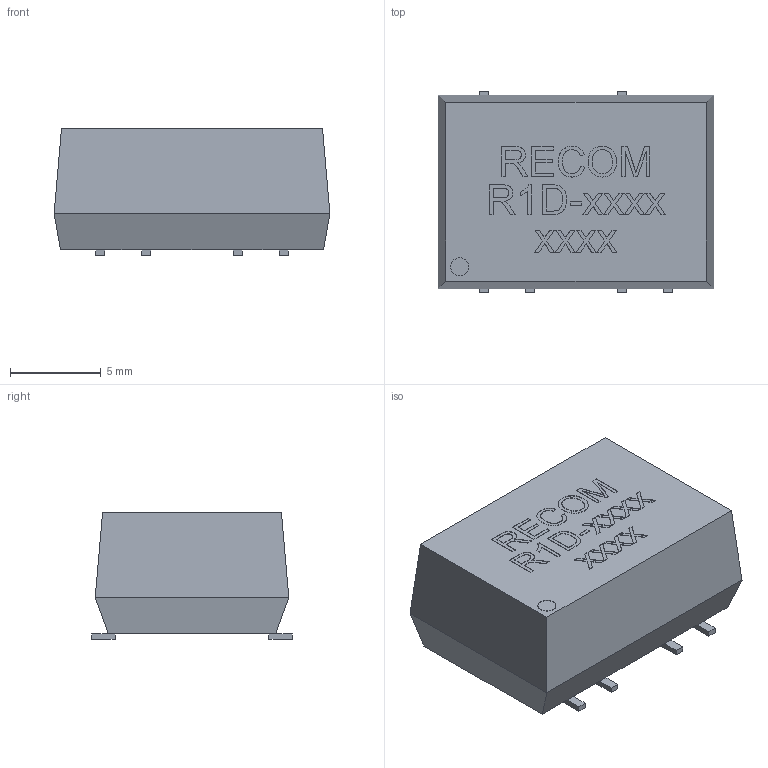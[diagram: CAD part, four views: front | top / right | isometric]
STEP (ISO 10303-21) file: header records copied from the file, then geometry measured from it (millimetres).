
FILE_DESCRIPTION( ( 'Unknown' ), '1' );
FILE_NAME( '1W SMD-D6_R1D.stp', 'Unknown', ( 'Unknown' ), ( 'Unknown' ), 'XStep 1.0', 'Unknown', ' ' );
FILE_SCHEMA( ( 'automotive_design' ) );
Length unit declared in the file: millimetre
Products named in the file (1): 1
Bounding box: 15.24 x 11.1 x 7 mm (x, y, z)
Volume: 1015.4 mm3; surface area: 632.3 mm2
Topology: 1 solids, 1 shells, 229 faces, 599 edges, 394 vertices
Faces by surface type: plane 186, extrusion 42, cylinder 1
Full cylindrical faces by diameter (mm): 1 x1
Entity records: 10078 total; most frequent: CARTESIAN_POINT 3238, ORIENTED_EDGE 1192, DIRECTION 696, EDGE_CURVE 596, VERTEX_POINT 394, B_SPLINE_CURVE_WITH_KNOTS 362, VECTOR 316, LINE 274
